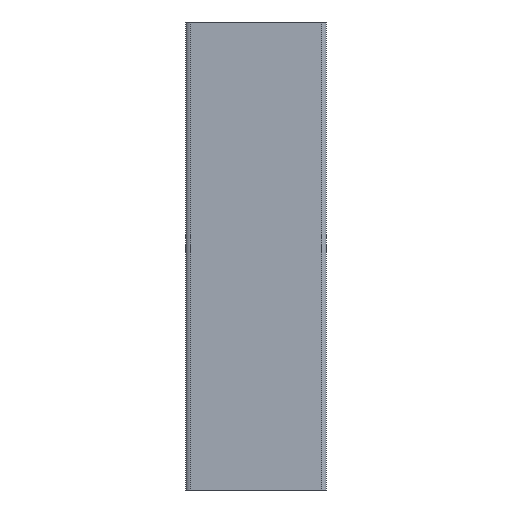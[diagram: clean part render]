
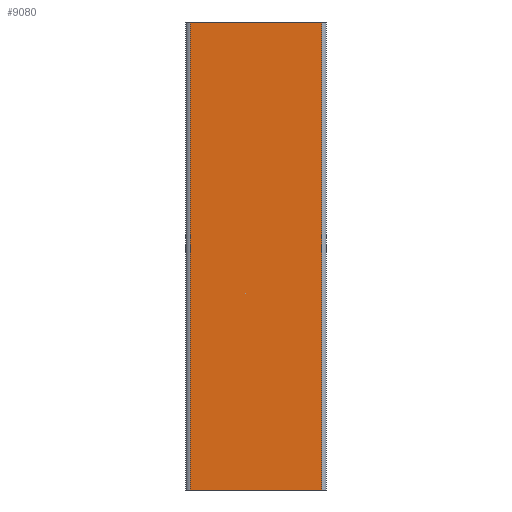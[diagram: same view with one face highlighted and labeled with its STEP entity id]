
A CAD part, front view. The second image highlights one B-rep face of the part: STEP entity #9080.
In plain terms, the highlighted planar face has unit normal (0, -1, 0).
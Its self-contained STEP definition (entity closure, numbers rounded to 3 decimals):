
#4880=CARTESIAN_POINT('',(5.61,-7.519,280.));
#4890=VERTEX_POINT('',#4880);
#4920=CARTESIAN_POINT('',(-23.39,-7.519,280.));
#4930=DIRECTION('',(-1.,0.,0.));
#4940=VECTOR('',#4930,1.);
#4950=LINE('',#4920,#4940);
#4960=CARTESIAN_POINT('',(-22.39,-7.519,280.));
#4970=VERTEX_POINT('',#4960);
#4980=EDGE_CURVE('',#4890,#4970,#4950,.T.);
#6860=CARTESIAN_POINT('',(5.61,-7.519,180.));
#6870=VERTEX_POINT('',#6860);
#6900=CARTESIAN_POINT('',(5.61,-7.519,0.));
#6910=DIRECTION('',(0.,0.,1.));
#6920=VECTOR('',#6910,1.);
#6930=LINE('',#6900,#6920);
#6940=EDGE_CURVE('',#6870,#4890,#6930,.T.);
#8850=CARTESIAN_POINT('',(6.61,-7.519,0.));
#8860=DIRECTION('',(-0.,-1.,-0.));
#8870=DIRECTION('',(-1.,0.,0.));
#8880=AXIS2_PLACEMENT_3D('',#8850,#8860,#8870);
#8890=PLANE('',#8880);
#8900=CARTESIAN_POINT('',(0.,-7.519,180.));
#8910=DIRECTION('',(1.,0.,0.));
#8920=VECTOR('',#8910,1.);
#8930=LINE('',#8900,#8920);
#8940=CARTESIAN_POINT('',(-22.39,-7.519,180.));
#8950=VERTEX_POINT('',#8940);
#8960=EDGE_CURVE('',#8950,#6870,#8930,.T.);
#8970=ORIENTED_EDGE('',*,*,#8960,.T.);
#8980=CARTESIAN_POINT('',(-22.39,-7.519,0.));
#8990=DIRECTION('',(0.,0.,1.));
#9000=VECTOR('',#8990,1.);
#9010=LINE('',#8980,#9000);
#9020=EDGE_CURVE('',#8950,#4970,#9010,.T.);
#9030=ORIENTED_EDGE('',*,*,#9020,.F.);
#9040=ORIENTED_EDGE('',*,*,#4980,.T.);
#9050=ORIENTED_EDGE('',*,*,#6940,.T.);
#9060=EDGE_LOOP('',(#9050,#9040,#9030,#8970));
#9070=FACE_OUTER_BOUND('',#9060,.T.);
#9080=ADVANCED_FACE('',(#9070),#8890,.T.);
